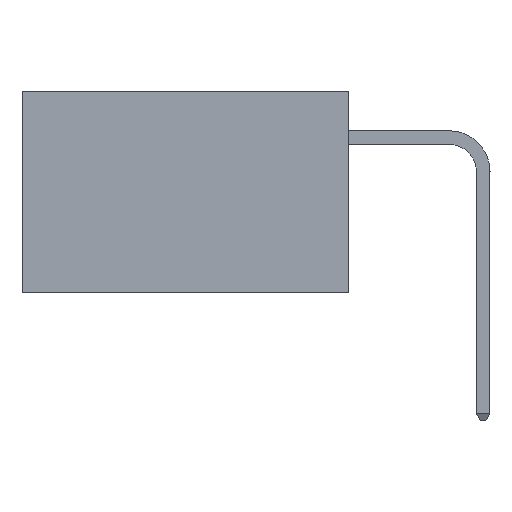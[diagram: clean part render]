
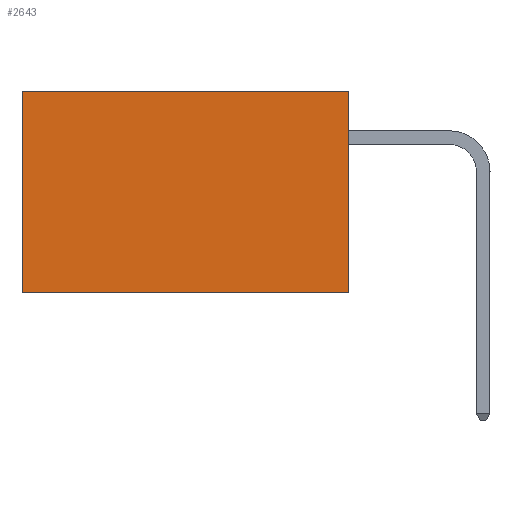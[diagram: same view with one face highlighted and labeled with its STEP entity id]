
A CAD part, left-side view. The second image highlights one B-rep face of the part: STEP entity #2643.
In plain terms, the highlighted planar face has unit normal (-1, 0, 0).
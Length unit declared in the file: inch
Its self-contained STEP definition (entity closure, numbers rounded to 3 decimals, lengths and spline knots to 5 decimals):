
#541 = CARTESIAN_POINT ( 'NONE',  ( 0.2875, 0.6, 0. ) ) ;
#950 = LINE ( 'NONE', #20455, #1958 ) ;
#1958 = VECTOR ( 'NONE', #37043, 39.37008 ) ;
#2643 = ADVANCED_FACE ( 'NONE', ( #7414 ), #40816, .F. ) ;
#4352 = CARTESIAN_POINT ( 'NONE',  ( 0.2875, 0., -0.37 ) ) ;
#6497 = EDGE_CURVE ( 'NONE', #22116, #37246, #35677, .T. ) ;
#6504 = DIRECTION ( 'NONE',  ( 0., 0., -1. ) ) ;
#7414 = FACE_OUTER_BOUND ( 'NONE', #23959, .T. ) ;
#9443 = CARTESIAN_POINT ( 'NONE',  ( 0.2875, 0., -0.37 ) ) ;
#12469 = LINE ( 'NONE', #9443, #26123 ) ;
#14372 = AXIS2_PLACEMENT_3D ( 'NONE', #29111, #18617, #15204 ) ;
#15164 = EDGE_CURVE ( 'NONE', #37246, #18805, #12469, .T. ) ;
#15204 = DIRECTION ( 'NONE',  ( 0., 0., -1. ) ) ;
#17419 = DIRECTION ( 'NONE',  ( 0., 0., -1. ) ) ;
#18136 = CARTESIAN_POINT ( 'NONE',  ( 0.2875, 0.6, -0.37 ) ) ;
#18617 = DIRECTION ( 'NONE',  ( 1., 0., 0. ) ) ;
#18805 = VERTEX_POINT ( 'NONE', #18136 ) ;
#19312 = EDGE_CURVE ( 'NONE', #22116, #40898, #950, .T. ) ;
#20455 = CARTESIAN_POINT ( 'NONE',  ( 0.2875, 0., 0. ) ) ;
#21008 = CARTESIAN_POINT ( 'NONE',  ( 0.2875, 0.6, 0. ) ) ;
#22116 = VERTEX_POINT ( 'NONE', #22913 ) ;
#22744 = ORIENTED_EDGE ( 'NONE', *, *, #15164, .F. ) ;
#22913 = CARTESIAN_POINT ( 'NONE',  ( 0.2875, 0., 0. ) ) ;
#23320 = VECTOR ( 'NONE', #6504, 39.37008 ) ;
#23526 = ORIENTED_EDGE ( 'NONE', *, *, #6497, .F. ) ;
#23959 = EDGE_LOOP ( 'NONE', ( #33140, #22744, #23526, #28050 ) ) ;
#25047 = VECTOR ( 'NONE', #17419, 39.37008 ) ;
#26123 = VECTOR ( 'NONE', #28919, 39.37008 ) ;
#26898 = EDGE_CURVE ( 'NONE', #40898, #18805, #34990, .T. ) ;
#26908 = CARTESIAN_POINT ( 'NONE',  ( 0.2875, 0., 0. ) ) ;
#28050 = ORIENTED_EDGE ( 'NONE', *, *, #19312, .T. ) ;
#28919 = DIRECTION ( 'NONE',  ( 0., 1., 0. ) ) ;
#29111 = CARTESIAN_POINT ( 'NONE',  ( 0.2875, 0., 0. ) ) ;
#33140 = ORIENTED_EDGE ( 'NONE', *, *, #26898, .T. ) ;
#34990 = LINE ( 'NONE', #541, #23320 ) ;
#35677 = LINE ( 'NONE', #26908, #25047 ) ;
#37043 = DIRECTION ( 'NONE',  ( 0., 1., 0. ) ) ;
#37246 = VERTEX_POINT ( 'NONE', #4352 ) ;
#40816 = PLANE ( 'NONE',  #14372 ) ;
#40898 = VERTEX_POINT ( 'NONE', #21008 ) ;
